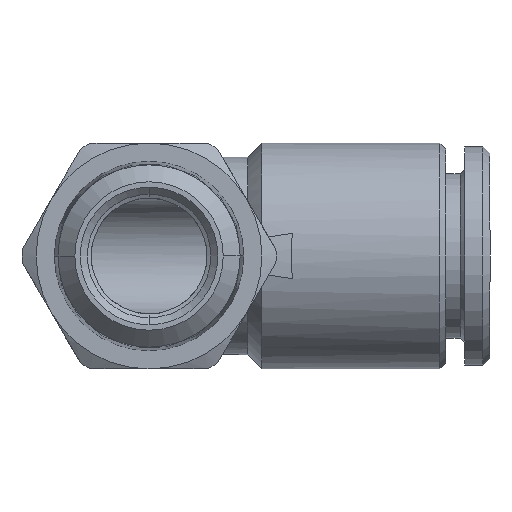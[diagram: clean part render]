
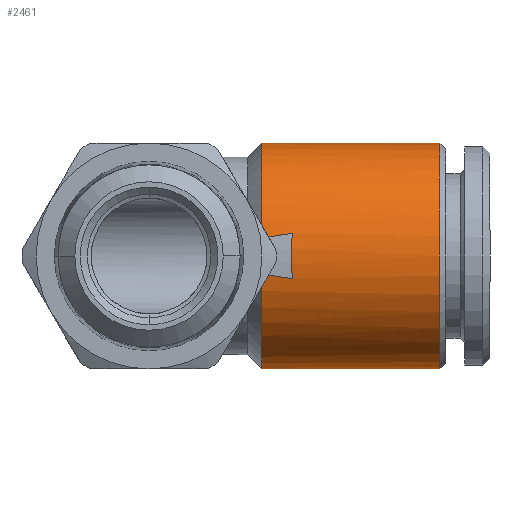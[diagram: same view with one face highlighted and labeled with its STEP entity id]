
A CAD part, front view. The second image highlights one B-rep face of the part: STEP entity #2461.
In plain terms, the highlighted cylindrical face has radius 8 mm (diameter 16 mm), a partial arc.
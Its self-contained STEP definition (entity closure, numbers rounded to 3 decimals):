
#48 = CARTESIAN_POINT ( 'NONE',  ( 10.111, -7.945, -1.077 ) ) ;
#49 = CARTESIAN_POINT ( 'NONE',  ( 10.136, -7.837, -1.605 ) ) ;
#59 = B_SPLINE_CURVE_WITH_KNOTS ( 'NONE', 3,
 ( #49, #48, #64, #63, #69, #68 ),
 .UNSPECIFIED., .F., .F.,
 ( 4, 2, 4 ),
 ( 0., 0.002, 0.004 ),
 .UNSPECIFIED. ) ;
#62 = CARTESIAN_POINT ( 'NONE',  ( 10.136, -7.837, -1.605 ) ) ;
#63 = CARTESIAN_POINT ( 'NONE',  ( 10.1, -8., 0.531 ) ) ;
#64 = CARTESIAN_POINT ( 'NONE',  ( 10.1, -8., -0.544 ) ) ;
#65 = CARTESIAN_POINT ( 'NONE',  ( 10.136, -7.837, 1.605 ) ) ;
#68 = CARTESIAN_POINT ( 'NONE',  ( 10.136, -7.837, 1.605 ) ) ;
#69 = CARTESIAN_POINT ( 'NONE',  ( 10.11, -7.946, 1.075 ) ) ;
#138 = AXIS2_PLACEMENT_3D ( 'NONE', #154, #205, #208 ) ;
#140 = CARTESIAN_POINT ( 'NONE',  ( -5.233, 0., 8. ) ) ;
#141 = LINE ( 'NONE', #140, #203 ) ;
#154 = CARTESIAN_POINT ( 'NONE',  ( 8., 0., 0. ) ) ;
#155 = DIRECTION ( 'NONE',  ( -1., 0., 0. ) ) ;
#156 = VECTOR ( 'NONE', #155, 1000. ) ;
#157 = CARTESIAN_POINT ( 'NONE',  ( -5.233, 0., -8. ) ) ;
#158 = LINE ( 'NONE', #157, #156 ) ;
#192 = CARTESIAN_POINT ( 'NONE',  ( 20.6, 0., -8. ) ) ;
#193 = CARTESIAN_POINT ( 'NONE',  ( 20.6, 0., 8. ) ) ;
#203 = VECTOR ( 'NONE', #206, 1000. ) ;
#205 = DIRECTION ( 'NONE',  ( -1., 0., 0. ) ) ;
#206 = DIRECTION ( 'NONE',  ( -1., 0., 0. ) ) ;
#207 = FACE_OUTER_BOUND ( 'NONE', #2462, .T. ) ;
#208 = DIRECTION ( 'NONE',  ( 0., 0., 1. ) ) ;
#213 = DIRECTION ( 'NONE',  ( 0., 0., 1. ) ) ;
#214 = DIRECTION ( 'NONE',  ( -1., 0., 0. ) ) ;
#215 = DIRECTION ( 'NONE',  ( 0., 0., 1. ) ) ;
#216 = DIRECTION ( 'NONE',  ( -1., 0., 0. ) ) ;
#217 = CARTESIAN_POINT ( 'NONE',  ( 20.6, 0., 0. ) ) ;
#218 = AXIS2_PLACEMENT_3D ( 'NONE', #217, #216, #215 ) ;
#219 = CIRCLE ( 'NONE', #218, 8. ) ;
#221 = CYLINDRICAL_SURFACE ( 'NONE', #222, 8. ) ;
#222 = AXIS2_PLACEMENT_3D ( 'NONE', #223, #214, #213 ) ;
#223 = CARTESIAN_POINT ( 'NONE',  ( -5.233, 0., 0. ) ) ;
#227 = CARTESIAN_POINT ( 'NONE',  ( 8., -7.899, -1.267 ) ) ;
#230 = CIRCLE ( 'NONE', #138, 8. ) ;
#390 = CARTESIAN_POINT ( 'NONE',  ( 8., -7.899, 1.267 ) ) ;
#395 = CARTESIAN_POINT ( 'NONE',  ( 8., 0., -8. ) ) ;
#958 = CARTESIAN_POINT ( 'NONE',  ( 8., -7.899, 1.267 ) ) ;
#959 = CARTESIAN_POINT ( 'NONE',  ( 8.715, -7.881, 1.38 ) ) ;
#960 = CARTESIAN_POINT ( 'NONE',  ( 9.427, -7.86, 1.493 ) ) ;
#961 = CARTESIAN_POINT ( 'NONE',  ( 10.136, -7.837, 1.605 ) ) ;
#963 =( BOUNDED_CURVE ( )  B_SPLINE_CURVE ( 3, ( #961, #960, #959, #958 ),
 .UNSPECIFIED., .F., .T. ) 
 B_SPLINE_CURVE_WITH_KNOTS ( ( 4, 4 ),
 ( 4.51, 4.553 ),
 .UNSPECIFIED. ) 
 CURVE ( )  GEOMETRIC_REPRESENTATION_ITEM ( )  RATIONAL_B_SPLINE_CURVE ( ( 1., 1., 1., 1. ) ) 
 REPRESENTATION_ITEM ( '' )  );
#1028 = DIRECTION ( 'NONE',  ( 0., 0., 1. ) ) ;
#1029 = DIRECTION ( 'NONE',  ( -1., 0., 0. ) ) ;
#1030 = CARTESIAN_POINT ( 'NONE',  ( 8., 0., 0. ) ) ;
#1031 = AXIS2_PLACEMENT_3D ( 'NONE', #1030, #1029, #1028 ) ;
#1042 = CIRCLE ( 'NONE', #1031, 8. ) ;
#1124 = CARTESIAN_POINT ( 'NONE',  ( 8.715, -7.881, -1.38 ) ) ;
#1129 =( BOUNDED_CURVE ( )  B_SPLINE_CURVE ( 3, ( #1166, #1151, #1124, #1193 ),
 .UNSPECIFIED., .F., .T. ) 
 B_SPLINE_CURVE_WITH_KNOTS ( ( 4, 4 ),
 ( 4.51, 4.553 ),
 .UNSPECIFIED. ) 
 CURVE ( )  GEOMETRIC_REPRESENTATION_ITEM ( )  RATIONAL_B_SPLINE_CURVE ( ( 1., 1., 1., 1. ) ) 
 REPRESENTATION_ITEM ( '' )  );
#1136 = CARTESIAN_POINT ( 'NONE',  ( 8., 0., 8. ) ) ;
#1151 = CARTESIAN_POINT ( 'NONE',  ( 9.427, -7.86, -1.493 ) ) ;
#1166 = CARTESIAN_POINT ( 'NONE',  ( 10.136, -7.837, -1.605 ) ) ;
#1193 = CARTESIAN_POINT ( 'NONE',  ( 8., -7.899, -1.267 ) ) ;
#1877 = VERTEX_POINT ( 'NONE', #62 ) ;
#1881 = EDGE_CURVE ( 'NONE', #1877, #1882, #59, .T. ) ;
#1882 = VERTEX_POINT ( 'NONE', #65 ) ;
#2450 = VERTEX_POINT ( 'NONE', #192 ) ;
#2452 = VERTEX_POINT ( 'NONE', #193 ) ;
#2454 = EDGE_CURVE ( 'NONE', #2450, #2507, #158, .T. ) ;
#2457 = EDGE_CURVE ( 'NONE', #2452, #2592, #141, .T. ) ;
#2461 = ADVANCED_FACE ( 'NONE', ( #207 ), #221, .T. ) ;
#2462 = EDGE_LOOP ( 'NONE', ( #2463, #2464, #2466, #2484, #2485, #2552, #2565, #2567 ) ) ;
#2463 = ORIENTED_EDGE ( 'NONE', *, *, #2454, .F. ) ;
#2464 = ORIENTED_EDGE ( 'NONE', *, *, #2465, .T. ) ;
#2465 = EDGE_CURVE ( 'NONE', #2450, #2452, #219, .T. ) ;
#2466 = ORIENTED_EDGE ( 'NONE', *, *, #2457, .T. ) ;
#2471 = VERTEX_POINT ( 'NONE', #227 ) ;
#2474 = EDGE_CURVE ( 'NONE', #2507, #2471, #230, .T. ) ;
#2484 = ORIENTED_EDGE ( 'NONE', *, *, #2544, .F. ) ;
#2485 = ORIENTED_EDGE ( 'NONE', *, *, #2551, .F. ) ;
#2507 = VERTEX_POINT ( 'NONE', #395 ) ;
#2530 = VERTEX_POINT ( 'NONE', #390 ) ;
#2544 = EDGE_CURVE ( 'NONE', #2530, #2592, #1042, .T. ) ;
#2551 = EDGE_CURVE ( 'NONE', #1882, #2530, #963, .T. ) ;
#2552 = ORIENTED_EDGE ( 'NONE', *, *, #1881, .F. ) ;
#2565 = ORIENTED_EDGE ( 'NONE', *, *, #2566, .T. ) ;
#2566 = EDGE_CURVE ( 'NONE', #1877, #2471, #1129, .T. ) ;
#2567 = ORIENTED_EDGE ( 'NONE', *, *, #2474, .F. ) ;
#2592 = VERTEX_POINT ( 'NONE', #1136 ) ;
